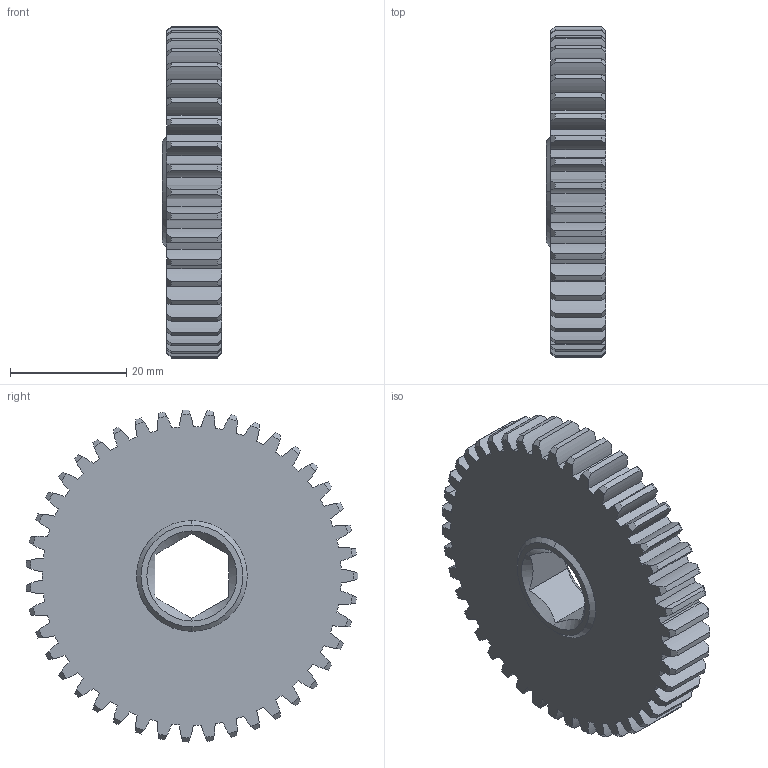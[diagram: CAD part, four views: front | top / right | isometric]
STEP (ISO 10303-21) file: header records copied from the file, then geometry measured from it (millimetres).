
FILE_DESCRIPTION (( 'STEP AP214' ), '1' );
FILE_NAME ('am-2565 43T 20DP 14.5PA 500IN Hex Bore Gear.STEP', '2022-01-13T20:24:29', ( '' ), ( '' ), 'SwSTEP 2.0', 'SolidWorks 2021', '' );
FILE_SCHEMA (( 'AUTOMOTIVE_DESIGN' ));
Length unit declared in the file: inch
Products named in the file (1): am-2565 43T 20DP 14.5PA 500IN Hex Bore Gear
Bounding box: 10.21 x 57.11 x 57.14 mm (x, y, z)
Volume: 20450.3 mm3; surface area: 8027.1 mm2
Topology: 1 solids, 1 shells, 277 faces, 818 edges, 544 vertices
Faces by surface type: cylinder 176, cone 92, plane 9
Entity records: 9818 total; most frequent: CARTESIAN_POINT 2302, ORIENTED_EDGE 1636, DIRECTION 1632, EDGE_CURVE 818, AXIS2_PLACEMENT_3D 722, VERTEX_POINT 544, CIRCLE 444, EDGE_LOOP 280
